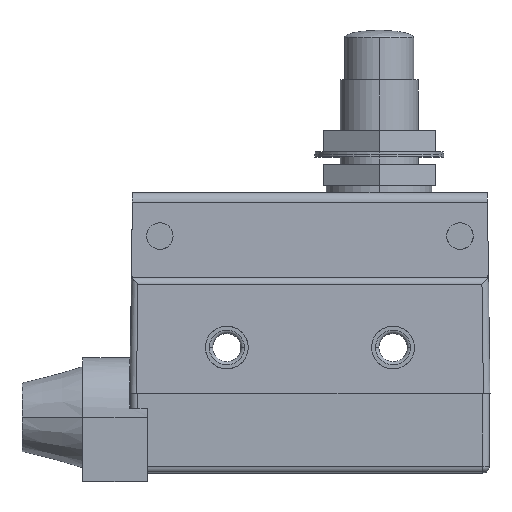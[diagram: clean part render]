
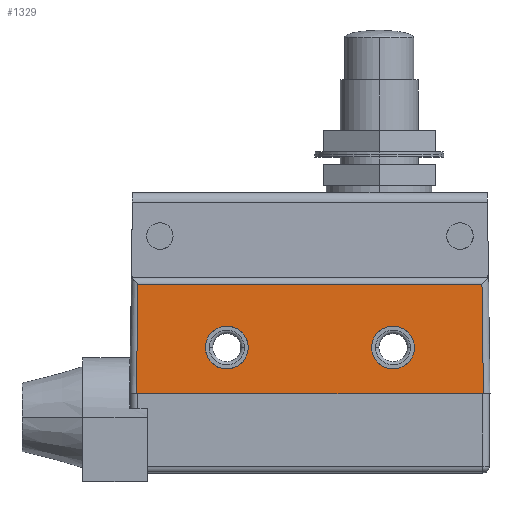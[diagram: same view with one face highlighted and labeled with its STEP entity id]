
A CAD part, top view. The second image highlights one B-rep face of the part: STEP entity #1329.
In plain terms, the highlighted planar face has unit normal (0, 0.017, 1).
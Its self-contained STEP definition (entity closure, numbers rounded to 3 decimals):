
#401 = DIRECTION ( 'NONE',  ( 1., 0., 0. ) ) ;
#416 = CARTESIAN_POINT ( 'NONE',  ( 9.35, -9.5, 11.091 ) ) ;
#517 = CARTESIAN_POINT ( 'NONE',  ( -27.3, 6.617, 10.817 ) ) ;
#1157 = CARTESIAN_POINT ( 'NONE',  ( 15.85, -3., 10.981 ) ) ;
#1238 = CARTESIAN_POINT ( 'NONE',  ( 9.35, -3., 10.981 ) ) ;
#1329 = ADVANCED_FACE ( 'NONE', ( #8073, #1952, #6860 ), #11735, .T. ) ;
#1476 = CARTESIAN_POINT ( 'NONE',  ( 15.85, -9.5, 11.091 ) ) ;
#1547 = CARTESIAN_POINT ( 'NONE',  ( 15.85, -3., 10.981 ) ) ;
#1680 = ORIENTED_EDGE ( 'NONE', *, *, #11779, .T. ) ;
#1714 = VERTEX_POINT ( 'NONE', #11319 ) ;
#1814 = VECTOR ( 'NONE', #401, 1000. ) ;
#1816 = CARTESIAN_POINT ( 'NONE',  ( 9.35, -3., 10.981 ) ) ;
#1952 = FACE_BOUND ( 'NONE', #7775, .T. ) ;
#1990 = ORIENTED_EDGE ( 'NONE', *, *, #9136, .F. ) ;
#2857 = LINE ( 'NONE', #12480, #11900 ) ;
#3059 = LINE ( 'NONE', #12828, #1814 ) ;
#3223 = ORIENTED_EDGE ( 'NONE', *, *, #10606, .F. ) ;
#3412 = CARTESIAN_POINT ( 'NONE',  ( 26.082, 6.617, 10.817 ) ) ;
#3687 = CARTESIAN_POINT ( 'NONE',  ( -15.85, -3., 10.981 ) ) ;
#3770 = CARTESIAN_POINT ( 'NONE',  ( -15.85, -3., 10.981 ) ) ;
#3919 = ORIENTED_EDGE ( 'NONE', *, *, #7576, .F. ) ;
#4072 = VERTEX_POINT ( 'NONE', #10315 ) ;
#4078 =( BOUNDED_CURVE ( )  B_SPLINE_CURVE ( 3, ( #1157, #14611, #4857, #1816 ),
 .UNSPECIFIED., .F., .F. ) 
 B_SPLINE_CURVE_WITH_KNOTS ( ( 4, 4 ),
 ( 1.571, 4.712 ),
 .UNSPECIFIED. ) 
 CURVE ( )  GEOMETRIC_REPRESENTATION_ITEM ( )  RATIONAL_B_SPLINE_CURVE ( ( 1., 0.333, 0.333, 1. ) ) 
 REPRESENTATION_ITEM ( '' )  );
#4149 = VERTEX_POINT ( 'NONE', #11912 ) ;
#4230 = VECTOR ( 'NONE', #11425, 1000. ) ;
#4747 = CARTESIAN_POINT ( 'NONE',  ( -15.85, -9.5, 11.091 ) ) ;
#4857 = CARTESIAN_POINT ( 'NONE',  ( 9.35, 3.5, 10.87 ) ) ;
#4899 = DIRECTION ( 'NONE',  ( -0.013, 1., -0.017 ) ) ;
#5520 = ORIENTED_EDGE ( 'NONE', *, *, #12129, .T. ) ;
#5627 =( BOUNDED_CURVE ( )  B_SPLINE_CURVE ( 3, ( #1238, #416, #1476, #1547 ),
 .UNSPECIFIED., .F., .F. ) 
 B_SPLINE_CURVE_WITH_KNOTS ( ( 4, 4 ),
 ( 4.712, 7.854 ),
 .UNSPECIFIED. ) 
 CURVE ( )  GEOMETRIC_REPRESENTATION_ITEM ( )  RATIONAL_B_SPLINE_CURVE ( ( 1., 0.333, 0.333, 1. ) ) 
 REPRESENTATION_ITEM ( '' )  );
#5672 = VERTEX_POINT ( 'NONE', #8925 ) ;
#5811 = DIRECTION ( 'NONE',  ( 0., -1., 0.017 ) ) ;
#6135 = CARTESIAN_POINT ( 'NONE',  ( -9.35, -3., 10.981 ) ) ;
#6639 = ORIENTED_EDGE ( 'NONE', *, *, #9049, .T. ) ;
#6838 = EDGE_LOOP ( 'NONE', ( #5520, #6639, #12310, #1680 ) ) ;
#6860 = FACE_OUTER_BOUND ( 'NONE', #6838, .T. ) ;
#7043 = VERTEX_POINT ( 'NONE', #15595 ) ;
#7511 = CARTESIAN_POINT ( 'NONE',  ( -15.85, -3., 10.981 ) ) ;
#7576 = EDGE_CURVE ( 'NONE', #1714, #4149, #5627, .T. ) ;
#7759 = LINE ( 'NONE', #517, #4230 ) ;
#7775 = EDGE_LOOP ( 'NONE', ( #3223, #3919 ) ) ;
#7918 = DIRECTION ( 'NONE',  ( -0.013, -1., 0.017 ) ) ;
#8073 = FACE_BOUND ( 'NONE', #13988, .T. ) ;
#8382 = DIRECTION ( 'NONE',  ( 0., 0.017, 1. ) ) ;
#8398 = EDGE_CURVE ( 'NONE', #7043, #9337, #10623, .T. ) ;
#8591 = CARTESIAN_POINT ( 'NONE',  ( -9.35, -9.5, 11.091 ) ) ;
#8761 = CARTESIAN_POINT ( 'NONE',  ( -26.082, 6.617, 10.817 ) ) ;
#8903 = VERTEX_POINT ( 'NONE', #8761 ) ;
#8925 = CARTESIAN_POINT ( 'NONE',  ( -26.3, -10., 11.1 ) ) ;
#9049 = EDGE_CURVE ( 'NONE', #4072, #10591, #15781, .T. ) ;
#9136 = EDGE_CURVE ( 'NONE', #9337, #7043, #11145, .T. ) ;
#9337 = VERTEX_POINT ( 'NONE', #3770 ) ;
#10315 = CARTESIAN_POINT ( 'NONE',  ( 26.3, -10., 11.1 ) ) ;
#10326 = ORIENTED_EDGE ( 'NONE', *, *, #8398, .F. ) ;
#10591 = VERTEX_POINT ( 'NONE', #3412 ) ;
#10606 = EDGE_CURVE ( 'NONE', #4149, #1714, #4078, .T. ) ;
#10623 =( BOUNDED_CURVE ( )  B_SPLINE_CURVE ( 3, ( #6135, #12143, #11010, #7511 ),
 .UNSPECIFIED., .F., .F. ) 
 B_SPLINE_CURVE_WITH_KNOTS ( ( 4, 4 ),
 ( 1.571, 4.712 ),
 .UNSPECIFIED. ) 
 CURVE ( )  GEOMETRIC_REPRESENTATION_ITEM ( )  RATIONAL_B_SPLINE_CURVE ( ( 1., 0.333, 0.333, 1. ) ) 
 REPRESENTATION_ITEM ( '' )  );
#10698 = AXIS2_PLACEMENT_3D ( 'NONE', #13175, #8382, #5811 ) ;
#11010 = CARTESIAN_POINT ( 'NONE',  ( -15.85, 3.5, 10.87 ) ) ;
#11145 =( BOUNDED_CURVE ( )  B_SPLINE_CURVE ( 3, ( #3687, #4747, #8591, #12105 ),
 .UNSPECIFIED., .F., .F. ) 
 B_SPLINE_CURVE_WITH_KNOTS ( ( 4, 4 ),
 ( 4.712, 7.854 ),
 .UNSPECIFIED. ) 
 CURVE ( )  GEOMETRIC_REPRESENTATION_ITEM ( )  RATIONAL_B_SPLINE_CURVE ( ( 1., 0.333, 0.333, 1. ) ) 
 REPRESENTATION_ITEM ( '' )  );
#11319 = CARTESIAN_POINT ( 'NONE',  ( 9.35, -3., 10.981 ) ) ;
#11425 = DIRECTION ( 'NONE',  ( -1., 0., 0. ) ) ;
#11735 = PLANE ( 'NONE',  #10698 ) ;
#11779 = EDGE_CURVE ( 'NONE', #8903, #5672, #2857, .T. ) ;
#11784 = EDGE_CURVE ( 'NONE', #10591, #8903, #7759, .T. ) ;
#11832 = VECTOR ( 'NONE', #4899, 1000. ) ;
#11900 = VECTOR ( 'NONE', #7918, 1000. ) ;
#11912 = CARTESIAN_POINT ( 'NONE',  ( 15.85, -3., 10.981 ) ) ;
#12105 = CARTESIAN_POINT ( 'NONE',  ( -9.35, -3., 10.981 ) ) ;
#12129 = EDGE_CURVE ( 'NONE', #5672, #4072, #3059, .T. ) ;
#12143 = CARTESIAN_POINT ( 'NONE',  ( -9.35, 3.5, 10.87 ) ) ;
#12310 = ORIENTED_EDGE ( 'NONE', *, *, #11784, .T. ) ;
#12480 = CARTESIAN_POINT ( 'NONE',  ( -26.3, -10.013, 11.1 ) ) ;
#12828 = CARTESIAN_POINT ( 'NONE',  ( -27.3, -10., 11.1 ) ) ;
#13175 = CARTESIAN_POINT ( 'NONE',  ( -27.3, -10., 11.1 ) ) ;
#13988 = EDGE_LOOP ( 'NONE', ( #10326, #1990 ) ) ;
#14611 = CARTESIAN_POINT ( 'NONE',  ( 15.85, 3.5, 10.87 ) ) ;
#15595 = CARTESIAN_POINT ( 'NONE',  ( -9.35, -3., 10.981 ) ) ;
#15781 = LINE ( 'NONE', #15861, #11832 ) ;
#15861 = CARTESIAN_POINT ( 'NONE',  ( 26.069, 7.587, 10.8 ) ) ;
